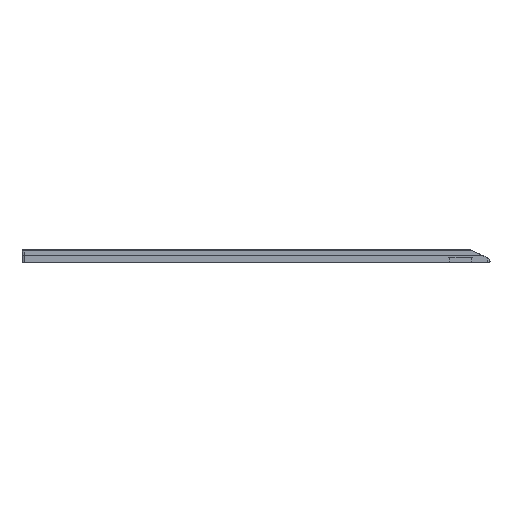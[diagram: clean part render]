
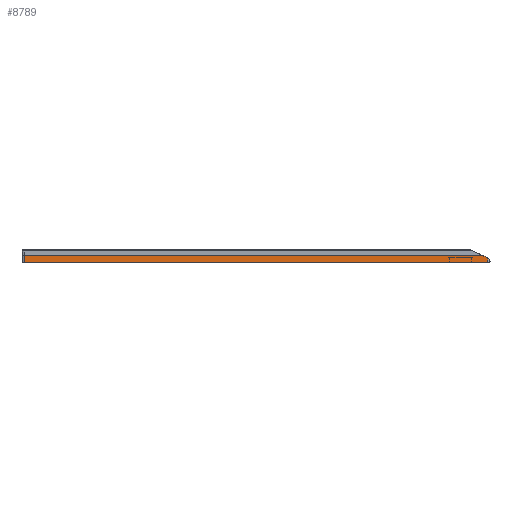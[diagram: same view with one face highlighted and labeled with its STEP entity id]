
A CAD part, left-side view. The second image highlights one B-rep face of the part: STEP entity #8789.
In plain terms, the highlighted planar face has unit normal (-1, 0, 0).
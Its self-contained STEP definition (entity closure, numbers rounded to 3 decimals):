
#520=PLANE('',#9772);
#912=FACE_OUTER_BOUND('',#1525,.T.);
#1525=EDGE_LOOP('',(#7578,#7579,#7580,#7581,#7582,#7583));
#2106=LINE('',#14018,#2742);
#2335=LINE('',#14969,#2971);
#2337=LINE('',#14975,#2973);
#2338=LINE('',#14977,#2974);
#2339=LINE('',#14978,#2975);
#2742=VECTOR('',#11449,202.68);
#2971=VECTOR('',#12232,10.);
#2973=VECTOR('',#12238,10.);
#2974=VECTOR('',#12239,10.);
#2975=VECTOR('',#12240,10.);
#3566=CIRCLE('',#9773,2.);
#4113=VERTEX_POINT('',#14015);
#4114=VERTEX_POINT('',#14017);
#4369=VERTEX_POINT('',#14957);
#4371=VERTEX_POINT('',#14972);
#4372=VERTEX_POINT('',#14974);
#4373=VERTEX_POINT('',#14976);
#5149=EDGE_CURVE('',#4114,#4113,#2106,.T.);
#5540=EDGE_CURVE('',#4369,#4113,#2335,.T.);
#5542=EDGE_CURVE('',#4371,#4369,#3566,.T.);
#5543=EDGE_CURVE('',#4371,#4372,#2337,.T.);
#5544=EDGE_CURVE('',#4372,#4373,#2338,.T.);
#5545=EDGE_CURVE('',#4114,#4373,#2339,.T.);
#7578=ORIENTED_EDGE('',*,*,#5540,.F.);
#7579=ORIENTED_EDGE('',*,*,#5542,.F.);
#7580=ORIENTED_EDGE('',*,*,#5543,.T.);
#7581=ORIENTED_EDGE('',*,*,#5544,.T.);
#7582=ORIENTED_EDGE('',*,*,#5545,.F.);
#7583=ORIENTED_EDGE('',*,*,#5149,.T.);
#8789=ADVANCED_FACE('',(#912),#520,.F.);
#9772=AXIS2_PLACEMENT_3D('',#14971,#12234,#12235);
#9773=AXIS2_PLACEMENT_3D('',#14973,#12236,#12237);
#11449=DIRECTION('',(0.,-1.,0.));
#12232=DIRECTION('',(0.,0.,-1.));
#12234=DIRECTION('center_axis',(1.,0.,0.));
#12235=DIRECTION('ref_axis',(0.,0.,-1.));
#12236=DIRECTION('center_axis',(1.,0.,0.));
#12237=DIRECTION('ref_axis',(0.,-0.84,0.542));
#12238=DIRECTION('',(0.,0.911,0.412));
#12239=DIRECTION('',(0.,1.,0.));
#12240=DIRECTION('',(0.,0.,1.));
#14015=CARTESIAN_POINT('',(-145.,-92.6,7.));
#14017=CARTESIAN_POINT('',(-145.,110.68,7.));
#14018=CARTESIAN_POINT('',(-145.,109.68,7.));
#14957=CARTESIAN_POINT('',(-145.,-92.6,8.864));
#14969=CARTESIAN_POINT('',(-145.,-92.6,7.));
#14971=CARTESIAN_POINT('Origin',(-145.,94.,9.));
#14972=CARTESIAN_POINT('',(-145.,-92.423,8.954));
#14973=CARTESIAN_POINT('Origin',(-145.,-91.6,7.132));
#14974=CARTESIAN_POINT('',(-145.,-89.887,10.1));
#14975=CARTESIAN_POINT('',(-145.,-15.589,43.663));
#14976=CARTESIAN_POINT('',(-145.,110.68,10.1));
#14977=CARTESIAN_POINT('',(-145.,47.,10.1));
#14978=CARTESIAN_POINT('',(-145.,110.68,9.));
